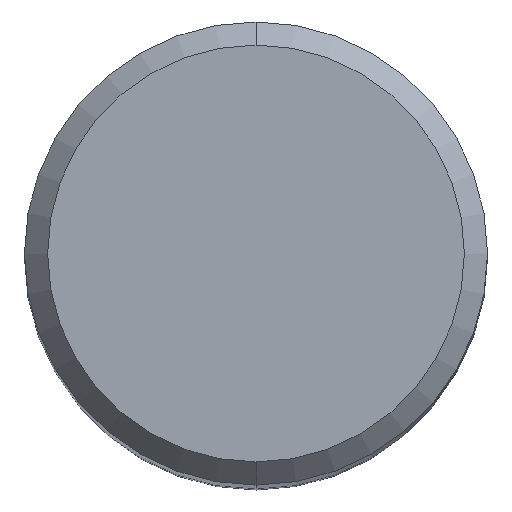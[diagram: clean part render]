
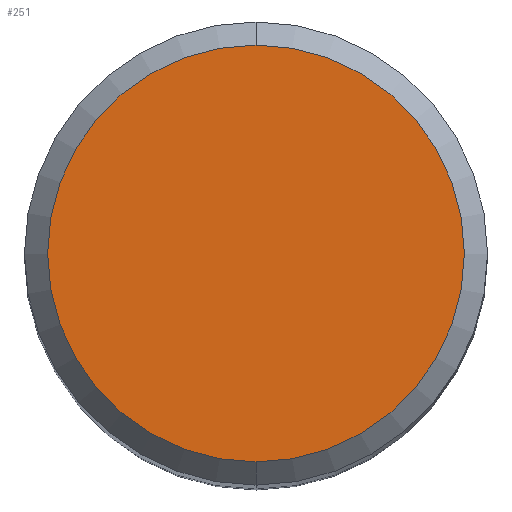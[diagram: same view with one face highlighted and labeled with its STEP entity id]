
A CAD part, top view. The second image highlights one B-rep face of the part: STEP entity #251.
In plain terms, the highlighted planar face has unit normal (0, 0, 1).
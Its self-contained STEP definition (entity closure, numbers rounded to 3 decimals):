
#213=VERTEX_POINT('',#509);
#251=ADVANCED_FACE('',(#550),#551,.T.);
#269=VERTEX_POINT('',#570);
#361=EDGE_CURVE('',#213,#269,#671,.T.);
#411=EDGE_CURVE('',#269,#213,#727,.T.);
#509=CARTESIAN_POINT('',(0.0,3.6,0.0));
#550=FACE_OUTER_BOUND('',#955,.T.);
#551=PLANE('',#956);
#570=CARTESIAN_POINT('',(0.,-3.6,0.0));
#671=CIRCLE('',#1233,3.6);
#727=CIRCLE('',#1337,3.6);
#955=EDGE_LOOP('',(#1487,#1488));
#956=AXIS2_PLACEMENT_3D('',#1489,#1490,#1491);
#1233=AXIS2_PLACEMENT_3D('',#1610,#1611,#1612);
#1337=AXIS2_PLACEMENT_3D('',#1692,#1693,#1694);
#1487=ORIENTED_EDGE('',*,*,#361,.F.);
#1488=ORIENTED_EDGE('',*,*,#411,.F.);
#1489=CARTESIAN_POINT('',(0.0,1.8,0.0));
#1490=DIRECTION('',(-0.0,0.0,1.0));
#1491=DIRECTION('',(0.0,-1.0,0.0));
#1610=CARTESIAN_POINT('',(0.0,0.0,0.0));
#1611=DIRECTION('',(0.0,0.0,-1.0));
#1612=DIRECTION('',(0.0,1.0,0.0));
#1692=CARTESIAN_POINT('',(0.0,0.0,0.0));
#1693=DIRECTION('',(0.0,0.0,-1.0));
#1694=DIRECTION('',(0.0,1.0,0.0));
